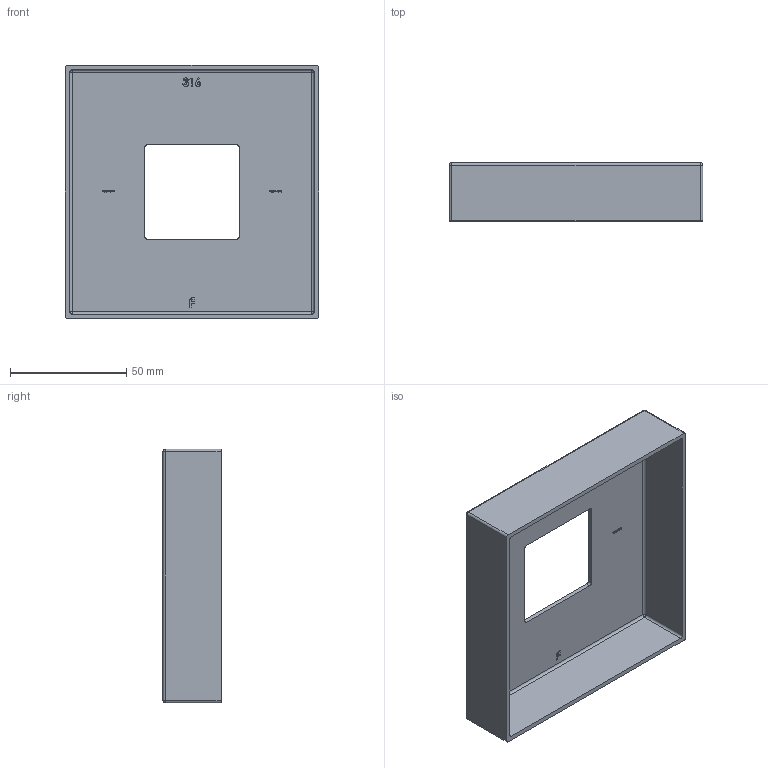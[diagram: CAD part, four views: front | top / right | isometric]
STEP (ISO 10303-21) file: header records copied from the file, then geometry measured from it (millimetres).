
FILE_DESCRIPTION (( 'STEP AP203' ), '1' );
FILE_NAME ('100044040.step', '2020-11-05T12:45:53', ( '' ), ( '' ), 'SwSTEP 2.0', 'SolidWorks 2018', '' );
FILE_SCHEMA (( 'CONFIG_CONTROL_DESIGN' ));
Length unit declared in the file: millimetre
Products named in the file (2): 100044040
Bounding box: 109 x 25 x 109 mm (x, y, z)
Volume: 40164.3 mm3; surface area: 40924.1 mm2
Topology: 1 solids, 1 shells, 313 faces, 815 edges, 530 vertices
Faces by surface type: plane 169, bspline 116, cylinder 20, sphere 8
Entity records: 16600 total; most frequent: CARTESIAN_POINT 9576, ORIENTED_EDGE 1614, DIRECTION 1013, EDGE_CURVE 807, LINE 535, VECTOR 535, VERTEX_POINT 530, EDGE_LOOP 349
